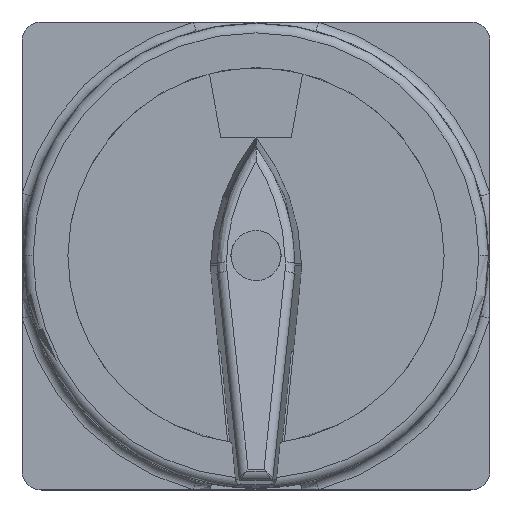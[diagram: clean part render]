
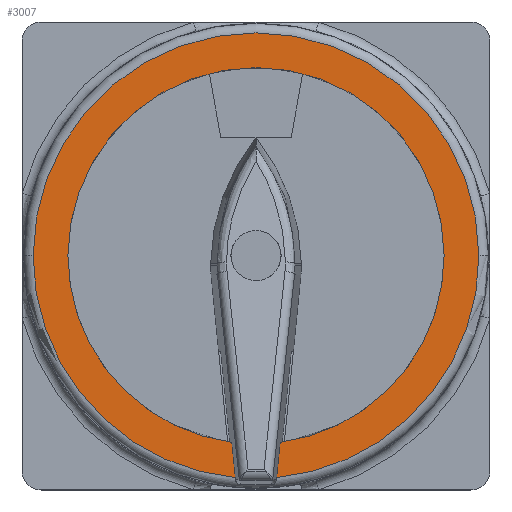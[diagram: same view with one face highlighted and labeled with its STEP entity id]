
A CAD part, top view. The second image highlights one B-rep face of the part: STEP entity #3007.
In plain terms, the highlighted planar face has unit normal (0, 0, 1).
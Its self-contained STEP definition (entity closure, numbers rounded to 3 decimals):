
#195 = CARTESIAN_POINT ( 'NONE',  ( 24.25, 24.25, 21.1 ) ) ;
#461 = VERTEX_POINT ( 'NONE', #1368 ) ;
#621 = CIRCLE ( 'NONE', #1381, 19.5 ) ;
#892 = CARTESIAN_POINT ( 'NONE',  ( 4.75, 24.25, 21.1 ) ) ;
#958 = FACE_OUTER_BOUND ( 'NONE', #8982, .T. ) ;
#1105 = VERTEX_POINT ( 'NONE', #12374 ) ;
#1146 = CIRCLE ( 'NONE', #11580, 23.1 ) ;
#1355 = VERTEX_POINT ( 'NONE', #6342 ) ;
#1358 = DIRECTION ( 'NONE',  ( 1., 0., 0. ) ) ;
#1368 = CARTESIAN_POINT ( 'NONE',  ( 47.35, 24.25, 21.1 ) ) ;
#1381 = AXIS2_PLACEMENT_3D ( 'NONE', #13416, #6451, #14560 ) ;
#1529 = AXIS2_PLACEMENT_3D ( 'NONE', #13694, #6732, #14833 ) ;
#1540 = VECTOR ( 'NONE', #7299, 1000. ) ;
#1659 = VERTEX_POINT ( 'NONE', #11546 ) ;
#1858 = CIRCLE ( 'NONE', #5461, 23.1 ) ;
#2382 = EDGE_CURVE ( 'NONE', #2572, #1355, #621, .T. ) ;
#2572 = VERTEX_POINT ( 'NONE', #892 ) ;
#2757 = CIRCLE ( 'NONE', #6179, 23.1 ) ;
#3007 = ADVANCED_FACE ( 'NONE', ( #958 ), #5448, .T. ) ;
#3144 = DIRECTION ( 'NONE',  ( 0., 0., 1. ) ) ;
#3358 = EDGE_CURVE ( 'NONE', #13759, #461, #1146, .T. ) ;
#3684 = ORIENTED_EDGE ( 'NONE', *, *, #12919, .F. ) ;
#3741 = CARTESIAN_POINT ( 'NONE',  ( 19.881, 23.818, 21.1 ) ) ;
#3851 = EDGE_CURVE ( 'NONE', #461, #1105, #1858, .T. ) ;
#4131 = CIRCLE ( 'NONE', #7419, 19.5 ) ;
#4684 = VERTEX_POINT ( 'NONE', #13262 ) ;
#5005 = LINE ( 'NONE', #5011, #10903 ) ;
#5011 = CARTESIAN_POINT ( 'NONE',  ( 28.619, 23.818, 21.1 ) ) ;
#5400 = CARTESIAN_POINT ( 'NONE',  ( 24.25, 24.25, 21.1 ) ) ;
#5448 = PLANE ( 'NONE',  #11881 ) ;
#5461 = AXIS2_PLACEMENT_3D ( 'NONE', #195, #8443, #1358 ) ;
#5666 = ORIENTED_EDGE ( 'NONE', *, *, #3358, .T. ) ;
#6065 = ORIENTED_EDGE ( 'NONE', *, *, #9419, .T. ) ;
#6146 = DIRECTION ( 'NONE',  ( -0.098, -0.995, 0. ) ) ;
#6179 = AXIS2_PLACEMENT_3D ( 'NONE', #5400, #13563, #6602 ) ;
#6342 = CARTESIAN_POINT ( 'NONE',  ( 21.752, 4.911, 21.1 ) ) ;
#6425 = ORIENTED_EDGE ( 'NONE', *, *, #3851, .T. ) ;
#6451 = DIRECTION ( 'NONE',  ( 0., 0., 1. ) ) ;
#6602 = DIRECTION ( 'NONE',  ( 1., 0., 0. ) ) ;
#6732 = DIRECTION ( 'NONE',  ( 0., 0., 1. ) ) ;
#7023 = DIRECTION ( 'NONE',  ( 0., 0., 1. ) ) ;
#7299 = DIRECTION ( 'NONE',  ( -0.098, 0.995, 0. ) ) ;
#7419 = AXIS2_PLACEMENT_3D ( 'NONE', #10226, #3144, #11390 ) ;
#7491 = CIRCLE ( 'NONE', #1529, 19.5 ) ;
#7823 = DIRECTION ( 'NONE',  ( 1., 0., 0. ) ) ;
#7837 = LINE ( 'NONE', #3741, #1540 ) ;
#8271 = ORIENTED_EDGE ( 'NONE', *, *, #14541, .F. ) ;
#8443 = DIRECTION ( 'NONE',  ( 0., 0., 1. ) ) ;
#8793 = CARTESIAN_POINT ( 'NONE',  ( 26.386, 1.249, 21.1 ) ) ;
#8982 = EDGE_LOOP ( 'NONE', ( #6065, #5666, #6425, #11962, #9566, #9272, #8271, #3684 ) ) ;
#9272 = ORIENTED_EDGE ( 'NONE', *, *, #2382, .F. ) ;
#9419 = EDGE_CURVE ( 'NONE', #1659, #13759, #5005, .T. ) ;
#9566 = ORIENTED_EDGE ( 'NONE', *, *, #14281, .T. ) ;
#9627 = EDGE_CURVE ( 'NONE', #1105, #4684, #2757, .T. ) ;
#9658 = VERTEX_POINT ( 'NONE', #14710 ) ;
#10226 = CARTESIAN_POINT ( 'NONE',  ( 24.25, 24.25, 21.1 ) ) ;
#10903 = VECTOR ( 'NONE', #6146, 1000. ) ;
#11390 = DIRECTION ( 'NONE',  ( 1., 0., 0. ) ) ;
#11546 = CARTESIAN_POINT ( 'NONE',  ( 26.748, 4.911, 21.1 ) ) ;
#11580 = AXIS2_PLACEMENT_3D ( 'NONE', #13970, #7023, #15120 ) ;
#11881 = AXIS2_PLACEMENT_3D ( 'NONE', #13607, #14754, #7823 ) ;
#11962 = ORIENTED_EDGE ( 'NONE', *, *, #9627, .T. ) ;
#12374 = CARTESIAN_POINT ( 'NONE',  ( 1.15, 24.25, 21.1 ) ) ;
#12919 = EDGE_CURVE ( 'NONE', #1659, #9658, #7491, .T. ) ;
#13262 = CARTESIAN_POINT ( 'NONE',  ( 22.114, 1.249, 21.1 ) ) ;
#13416 = CARTESIAN_POINT ( 'NONE',  ( 24.25, 24.25, 21.1 ) ) ;
#13563 = DIRECTION ( 'NONE',  ( 0., 0., 1. ) ) ;
#13607 = CARTESIAN_POINT ( 'NONE',  ( 24.25, 24.25, 21.1 ) ) ;
#13694 = CARTESIAN_POINT ( 'NONE',  ( 24.25, 24.25, 21.1 ) ) ;
#13759 = VERTEX_POINT ( 'NONE', #8793 ) ;
#13970 = CARTESIAN_POINT ( 'NONE',  ( 24.25, 24.25, 21.1 ) ) ;
#14281 = EDGE_CURVE ( 'NONE', #4684, #1355, #7837, .T. ) ;
#14541 = EDGE_CURVE ( 'NONE', #9658, #2572, #4131, .T. ) ;
#14560 = DIRECTION ( 'NONE',  ( 1., 0., 0. ) ) ;
#14710 = CARTESIAN_POINT ( 'NONE',  ( 43.75, 24.25, 21.1 ) ) ;
#14754 = DIRECTION ( 'NONE',  ( 0., 0., 1. ) ) ;
#14833 = DIRECTION ( 'NONE',  ( 1., 0., 0. ) ) ;
#15120 = DIRECTION ( 'NONE',  ( 1., 0., 0. ) ) ;
